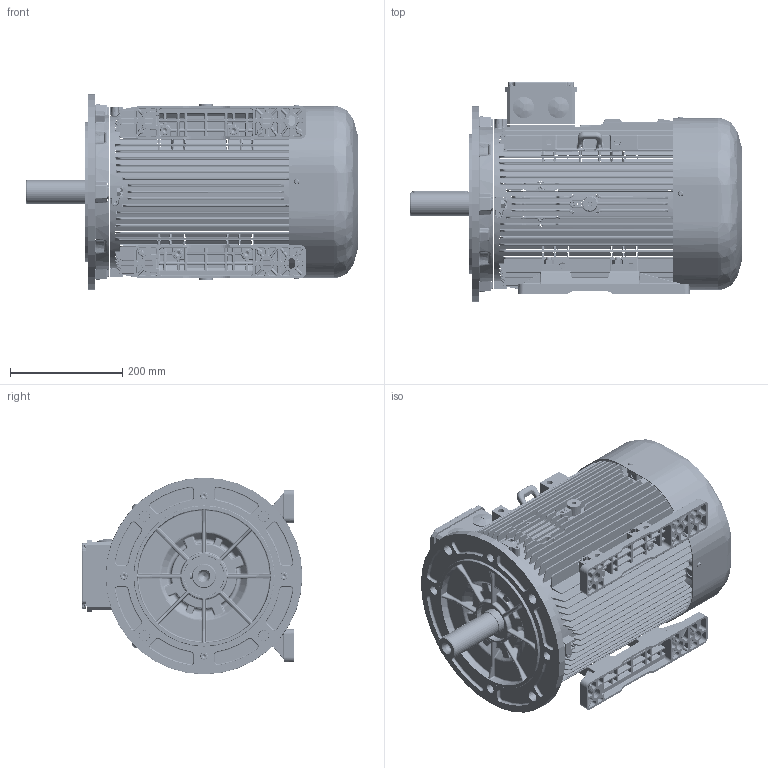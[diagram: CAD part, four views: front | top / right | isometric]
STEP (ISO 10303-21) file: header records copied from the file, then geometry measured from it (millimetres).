
FILE_DESCRIPTION(/* description */ (''),/* implementation_level */ '2;1');
FILE_NAME(/* name */ '_QH series_ 160_B35_stp.stp',/* time_stamp */ '2024-07-29T20:25:08+03:00',/* author */ (''),/* organization */ (''),/* preprocessor_version */ 'ST-DEVELOPER v18.102',/* originating_system */ 'SIEMENS PLM Software NX2206.8101',/* authorisation */ '');
FILE_SCHEMA (('AP203_CONFIGURATION_CONTROLLED_3D_DESIGN_OF_MECHANICAL_PARTS_AND_ASSEMBLIES_MIM_LF { 1 0 10303 403 2 1 2}'));
Products named in the file (1): _QH series_ 160_B35_stp_objects
Bounding box: 590.5 x 392.75 x 350 mm (x, y, z)
Surface area: 1772600.6 mm2 (no closed solid volume)
Topology: 0 solids, 105 shells, 8171 faces, 25498 edges, 16316 vertices
Faces by surface type: cylinder 3436, plane 1987, torus 1774, bspline 466, cone 341, sphere 160, revolution 7
Full cylindrical faces by diameter (mm): 8 x4, 10 x1, 14 x1, 16.5 x4, 17 x1, 25 x1, 41.6 x1, 42 x1, 45 x1, 72 x1, 85.63 x1, 91 x1, 250 x1, 272.5 x1
Entity records: 304692 total; most frequent: CARTESIAN_POINT 103646, ORIENTED_EDGE 39987, DIRECTION 36939, EDGE_CURVE 25234, VERTEX_POINT 16279, AXIS2_PLACEMENT_3D 13773, B_SPLINE_CURVE_WITH_KNOTS 9506, LINE 9386
